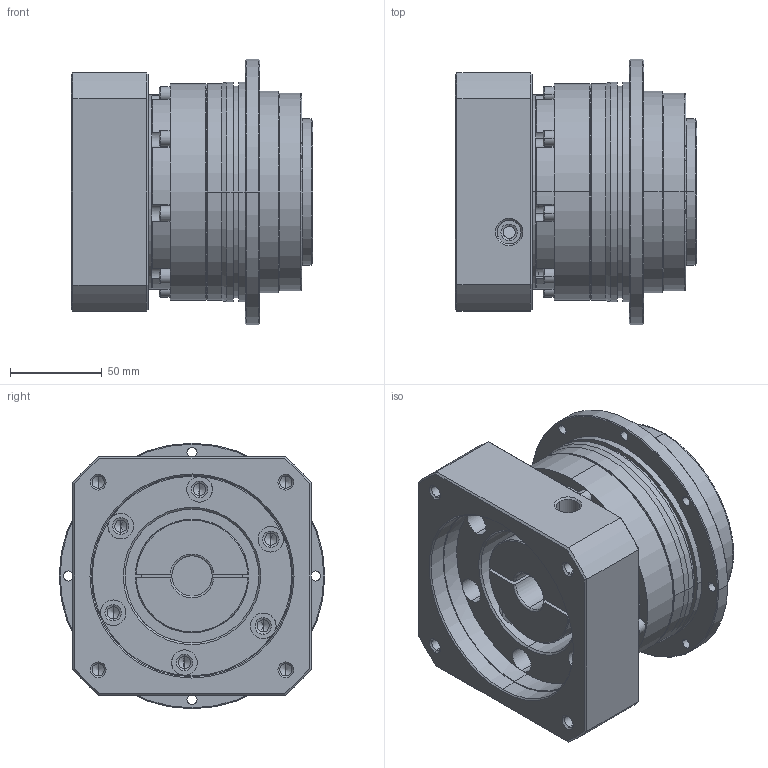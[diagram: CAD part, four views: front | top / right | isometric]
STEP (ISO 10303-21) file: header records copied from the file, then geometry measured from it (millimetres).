
FILE_DESCRIPTION (( 'STEP AP214' ), '1' );
FILE_NAME ('SD110-L1-22-110-145M8.STEP', '2022-02-19T09:11:21', ( 'admin' ), ( '' ), 'SwSTEP 2.0', 'SolidWorks 2013', '' );
FILE_SCHEMA (( 'AUTOMOTIVE_DESIGN' ));
Length unit declared in the file: millimetre
Products named in the file (4): SD110-L1-22-110-145M8; SD110-L1; PB115-110-145M8; PB115_X2_58F34F537AEF_X0_
Assembly tree (3 placements, depth 2):
  SD110-L1-22-110-145M8
    PB115_X2_58F34F537AEF_X0_
    PB115-110-145M8
    SD110-L1
Bounding box: 132 x 145 x 145 mm (x, y, z)
Volume: 1310727.3 mm3; surface area: 180883.8 mm2
Topology: 3 solids, 3 shells, 605 faces, 1461 edges, 867 vertices
Faces by surface type: cylinder 254, cone 202, plane 124, bspline 25
Entity records: 24841 total; most frequent: CARTESIAN_POINT 4045, DIRECTION 3136, ORIENTED_EDGE 2742, EDGE_CURVE 1371, AXIS2_PLACEMENT_3D 1258, VERTEX_POINT 861, EDGE_LOOP 736, CIRCLE 672
